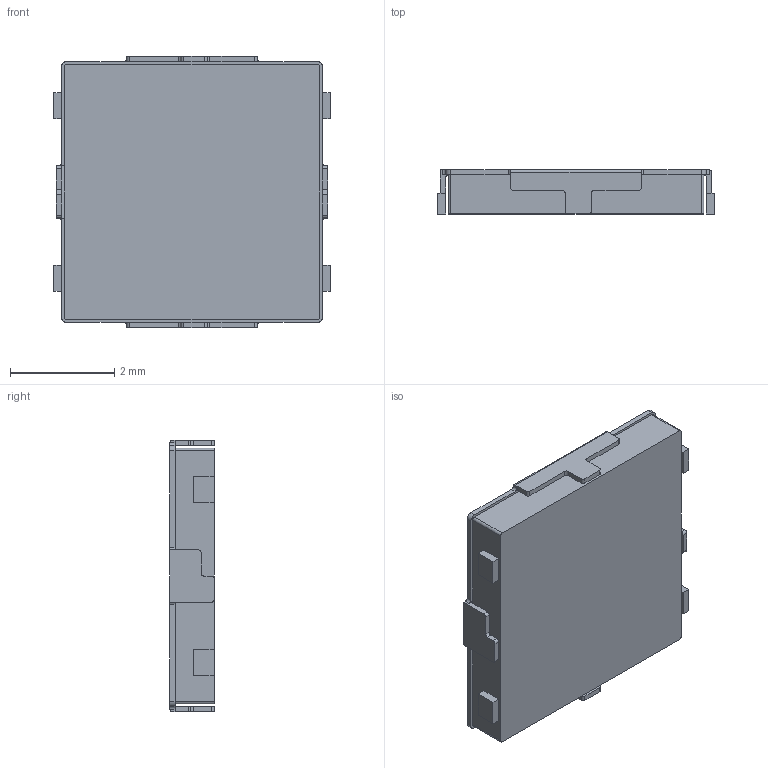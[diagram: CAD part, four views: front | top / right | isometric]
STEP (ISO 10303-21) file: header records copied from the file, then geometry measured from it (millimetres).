
FILE_DESCRIPTION(/* description */ (''),/* implementation_level */ '2;1');
FILE_NAME(/* name */ 'TVCU11BB.stp',/* time_stamp */ '2020-09-11T22:29:08+05:00',/* author */ ('Aleksandr'),/* organization */ (''),/* preprocessor_version */ 'ST-DEVELOPER v18.1',/* originating_system */ 'Autodesk Inventor 2021',/* authorisation */ '');
FILE_SCHEMA (('AUTOMOTIVE_DESIGN { 1 0 10303 214 3 1 1 }'));
Length unit declared in the file: millimetre
Products named in the file (1): TVCU11BB
Bounding box: 5.3 x 0.85 x 5.2 mm (x, y, z)
Volume: 20.3 mm3; surface area: 78.5 mm2
Topology: 5 solids, 5 shells, 115 faces, 306 edges, 202 vertices
Faces by surface type: plane 74, cylinder 41
Full cylindrical faces by diameter (mm): 3 x1
Entity records: 3753 total; most frequent: CARTESIAN_POINT 624, DIRECTION 620, ORIENTED_EDGE 612, EDGE_CURVE 306, LINE 224, VECTOR 224, VERTEX_POINT 202, AXIS2_PLACEMENT_3D 198
